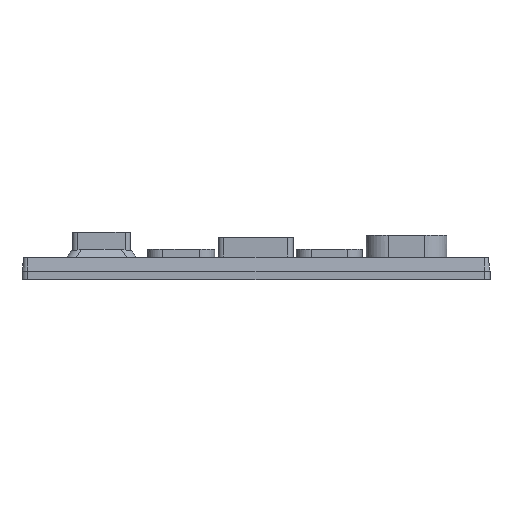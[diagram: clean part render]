
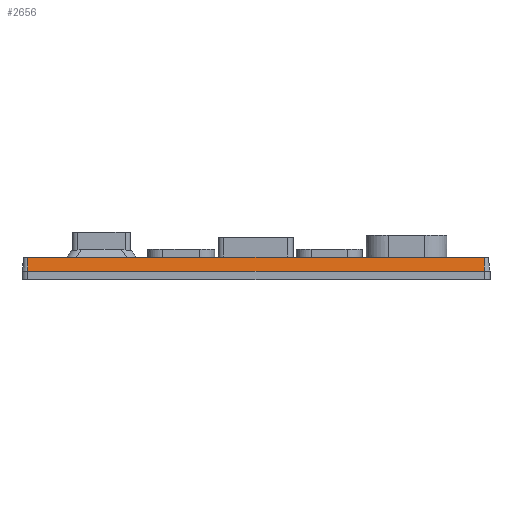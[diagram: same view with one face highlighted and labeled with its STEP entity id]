
A CAD part, front view. The second image highlights one B-rep face of the part: STEP entity #2656.
In plain terms, the highlighted planar face has unit normal (0, -0.993, 0.119).
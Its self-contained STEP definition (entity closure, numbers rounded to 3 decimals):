
#106=PLANE('',#2911);
#221=FACE_OUTER_BOUND('',#374,.T.);
#374=EDGE_LOOP('',(#2134,#2135,#2136,#2137));
#566=LINE('',#4236,#818);
#617=LINE('',#4394,#869);
#619=LINE('',#4402,#871);
#620=LINE('',#4403,#872);
#818=VECTOR('',#3366,10.);
#869=VECTOR('',#3509,10.);
#871=VECTOR('',#3519,10.);
#872=VECTOR('',#3520,10.);
#1206=VERTEX_POINT('',#4233);
#1207=VERTEX_POINT('',#4235);
#1268=VERTEX_POINT('',#4393);
#1270=VERTEX_POINT('',#4401);
#1513=EDGE_CURVE('',#1207,#1206,#566,.T.);
#1595=EDGE_CURVE('',#1207,#1268,#617,.T.);
#1599=EDGE_CURVE('',#1206,#1270,#619,.T.);
#1600=EDGE_CURVE('',#1270,#1268,#620,.T.);
#2134=ORIENTED_EDGE('',*,*,#1595,.F.);
#2135=ORIENTED_EDGE('',*,*,#1513,.T.);
#2136=ORIENTED_EDGE('',*,*,#1599,.T.);
#2137=ORIENTED_EDGE('',*,*,#1600,.T.);
#2656=ADVANCED_FACE('',(#221),#106,.T.);
#2911=AXIS2_PLACEMENT_3D('',#4400,#3517,#3518);
#3366=DIRECTION('',(-1.,0.,0.));
#3509=DIRECTION('',(0.,-0.119,-0.993));
#3517=DIRECTION('center_axis',(0.,-0.993,0.119));
#3518=DIRECTION('ref_axis',(0.,-0.119,-0.993));
#3519=DIRECTION('',(0.,-0.119,-0.993));
#3520=DIRECTION('',(1.,0.,0.));
#4233=CARTESIAN_POINT('',(-40.8,-40.,4.));
#4235=CARTESIAN_POINT('',(41.,-40.,4.));
#4236=CARTESIAN_POINT('',(-37.35,-40.,4.));
#4393=CARTESIAN_POINT('',(41.,-40.3,1.5));
#4394=CARTESIAN_POINT('',(41.,-40.,4.));
#4400=CARTESIAN_POINT('Origin',(-37.35,-40.15,2.75));
#4401=CARTESIAN_POINT('',(-40.8,-40.3,1.5));
#4402=CARTESIAN_POINT('',(-40.8,-40.,4.));
#4403=CARTESIAN_POINT('',(-37.35,-40.3,1.5));
